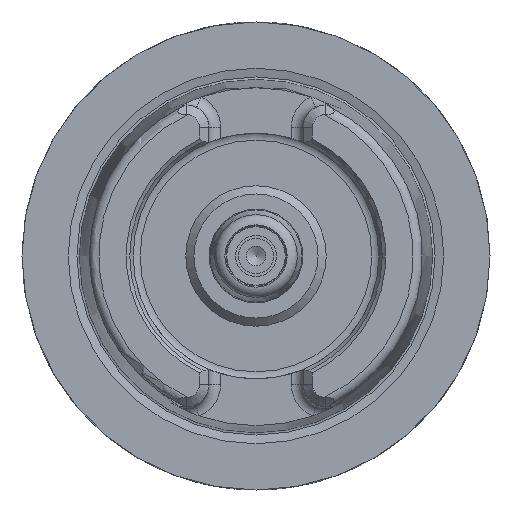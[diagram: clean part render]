
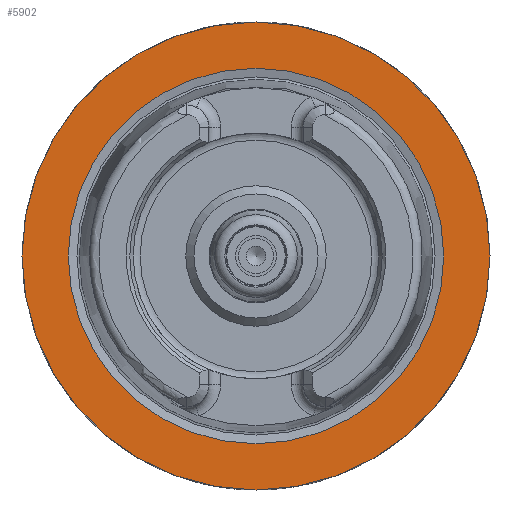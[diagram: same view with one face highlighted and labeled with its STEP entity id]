
A CAD part, left-side view. The second image highlights one B-rep face of the part: STEP entity #5902.
In plain terms, the highlighted planar face has unit normal (-1, 0, 0).
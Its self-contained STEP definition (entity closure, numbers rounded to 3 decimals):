
#4989=CARTESIAN_POINT('',(0.0,20.0,0.0));
#4990=VERTEX_POINT('',#4989);
#4991=CARTESIAN_POINT('',(0.0,0.0,0.0));
#4992=DIRECTION('',(1.0,0.0,0.0));
#4993=DIRECTION('',(0.0,1.0,0.0));
#4994=AXIS2_PLACEMENT_3D('',#4991,#4992,#4993);
#4995=CIRCLE('',#4994,20.0);
#4996=EDGE_CURVE('',#4990,#4990,#4995,.T.);
#5876=CARTESIAN_POINT('',(0.0,16.046,0.0));
#5877=VERTEX_POINT('',#5876);
#5878=CARTESIAN_POINT('',(0.0,0.0,0.0));
#5879=DIRECTION('',(1.0,0.0,0.0));
#5880=DIRECTION('',(0.0,1.0,0.0));
#5881=AXIS2_PLACEMENT_3D('',#5878,#5879,#5880);
#5882=CIRCLE('',#5881,16.046);
#5883=EDGE_CURVE('',#5877,#5877,#5882,.T.);
#5891=CARTESIAN_POINT('',(0.0,18.023,0.0));
#5892=DIRECTION('',(-1.0,0.0,0.0));
#5893=DIRECTION('',(0.0,0.0,1.0));
#5894=AXIS2_PLACEMENT_3D('',#5891,#5892,#5893);
#5895=PLANE('',#5894);
#5896=ORIENTED_EDGE('',*,*,#4996,.F.);
#5897=EDGE_LOOP('',(#5896));
#5898=FACE_OUTER_BOUND('',#5897,.T.);
#5899=ORIENTED_EDGE('',*,*,#5883,.T.);
#5900=EDGE_LOOP('',(#5899));
#5901=FACE_BOUND('',#5900,.T.);
#5902=ADVANCED_FACE('',(#5898,#5901),#5895,.T.);
